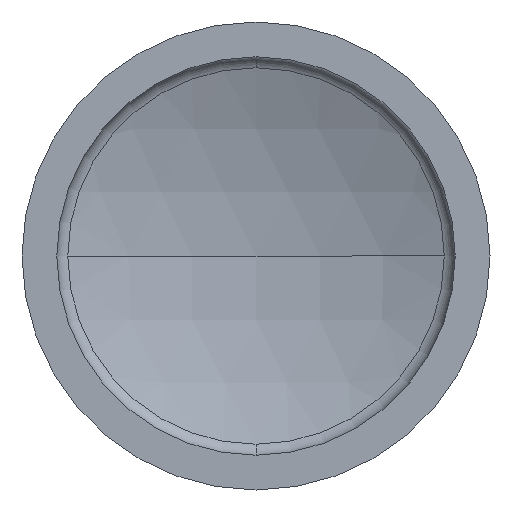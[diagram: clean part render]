
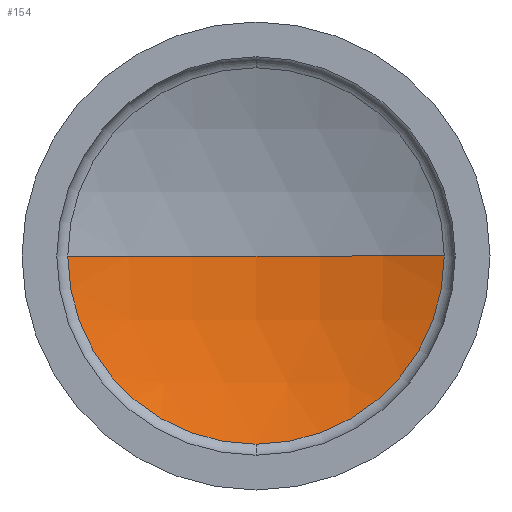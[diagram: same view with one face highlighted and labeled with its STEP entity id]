
A CAD part, front view. The second image highlights one B-rep face of the part: STEP entity #154.
In plain terms, the highlighted spherical face has radius 29.301 mm.
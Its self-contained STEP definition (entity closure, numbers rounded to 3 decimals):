
#1 = AXIS2_PLACEMENT_3D ( 'NONE', #368, #59, #26 ) ;
#2 = EDGE_CURVE ( 'NONE', #256, #19, #279, .T. ) ;
#6 = EDGE_CURVE ( 'NONE', #256, #113, #271, .T. ) ;
#8 = SPHERICAL_SURFACE ( 'NONE', #47, 29.301 ) ;
#19 = VERTEX_POINT ( 'NONE', #199 ) ;
#26 = DIRECTION ( 'NONE',  ( 1., 0., 0. ) ) ;
#47 = AXIS2_PLACEMENT_3D ( 'NONE', #424, #308, #348 ) ;
#57 = DIRECTION ( 'NONE',  ( 0., 1., 0. ) ) ;
#59 = DIRECTION ( 'NONE',  ( 0., 0., 1. ) ) ;
#64 = EDGE_CURVE ( 'NONE', #217, #19, #285, .T. ) ;
#67 = CARTESIAN_POINT ( 'NONE',  ( 10.819, 4.929, 0. ) ) ;
#86 = AXIS2_PLACEMENT_3D ( 'NONE', #165, #344, #161 ) ;
#87 = ORIENTED_EDGE ( 'NONE', *, *, #249, .F. ) ;
#109 = ORIENTED_EDGE ( 'NONE', *, *, #6, .F. ) ;
#113 = VERTEX_POINT ( 'NONE', #196 ) ;
#154 = ADVANCED_FACE ( 'NONE', ( #443 ), #8, .F. ) ;
#161 = DIRECTION ( 'NONE',  ( -1., 0., 0. ) ) ;
#165 = CARTESIAN_POINT ( 'NONE',  ( 0., -22.301, 0. ) ) ;
#196 = CARTESIAN_POINT ( 'NONE',  ( 0., 4.929, -10.819 ) ) ;
#199 = CARTESIAN_POINT ( 'NONE',  ( 0., 7., 0. ) ) ;
#201 = CARTESIAN_POINT ( 'NONE',  ( 0., 4.929, 0. ) ) ;
#217 = VERTEX_POINT ( 'NONE', #451 ) ;
#249 = EDGE_CURVE ( 'NONE', #113, #217, #391, .T. ) ;
#256 = VERTEX_POINT ( 'NONE', #67 ) ;
#263 = DIRECTION ( 'NONE',  ( 0., 0., 1. ) ) ;
#264 = AXIS2_PLACEMENT_3D ( 'NONE', #201, #57, #263 ) ;
#271 = CIRCLE ( 'NONE', #264, 10.819 ) ;
#279 = CIRCLE ( 'NONE', #1, 29.301 ) ;
#280 = CARTESIAN_POINT ( 'NONE',  ( 0., 4.929, 0. ) ) ;
#285 = CIRCLE ( 'NONE', #86, 29.301 ) ;
#307 = AXIS2_PLACEMENT_3D ( 'NONE', #280, #385, #380 ) ;
#308 = DIRECTION ( 'NONE',  ( 0., 0., 1. ) ) ;
#344 = DIRECTION ( 'NONE',  ( 0., 0., -1. ) ) ;
#348 = DIRECTION ( 'NONE',  ( -1., 0., 0. ) ) ;
#355 = ORIENTED_EDGE ( 'NONE', *, *, #2, .T. ) ;
#363 = ORIENTED_EDGE ( 'NONE', *, *, #64, .F. ) ;
#368 = CARTESIAN_POINT ( 'NONE',  ( 0., -22.301, 0. ) ) ;
#380 = DIRECTION ( 'NONE',  ( 0., 0., 1. ) ) ;
#385 = DIRECTION ( 'NONE',  ( 0., 1., 0. ) ) ;
#391 = CIRCLE ( 'NONE', #307, 10.819 ) ;
#424 = CARTESIAN_POINT ( 'NONE',  ( 0., -22.301, 0. ) ) ;
#432 = EDGE_LOOP ( 'NONE', ( #109, #355, #363, #87 ) ) ;
#443 = FACE_OUTER_BOUND ( 'NONE', #432, .T. ) ;
#451 = CARTESIAN_POINT ( 'NONE',  ( -10.819, 4.929, 0. ) ) ;
